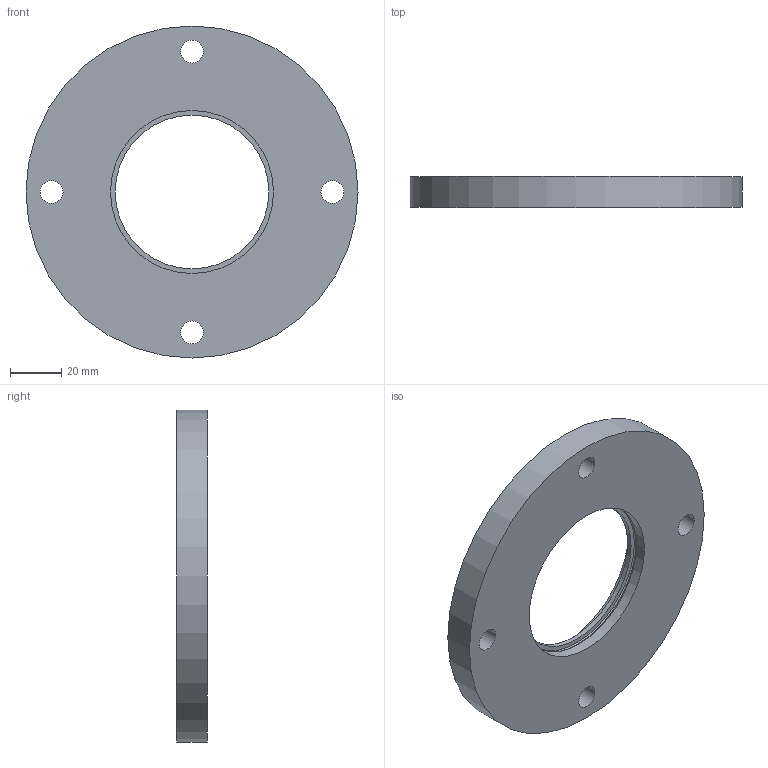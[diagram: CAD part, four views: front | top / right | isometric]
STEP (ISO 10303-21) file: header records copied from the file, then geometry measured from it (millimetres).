
FILE_DESCRIPTION (( 'STEP AP214' ), '1' );
FILE_NAME ('BS1ISOF63 FULLVAC.STEP', '2025-12-09T15:55:27', ( '' ), ( '' ), 'SwSTEP 2.0', 'SolidWorks 2017', '' );
FILE_SCHEMA (( 'AUTOMOTIVE_DESIGN' ));
Length unit declared in the file: millimetre
Products named in the file (1): BS1ISOF63 FULLVAC
Bounding box: 130 x 12 x 130 mm (x, y, z)
Volume: 115483.3 mm3; surface area: 29142.9 mm2
Topology: 1 solids, 1 shells, 14 faces, 32 edges, 22 vertices
Faces by surface type: cylinder 8, plane 4, torus 1, cone 1
Full cylindrical faces by diameter (mm): 9 x4, 60.2 x1, 63.8 x1, 70.1 x1, 130 x1
Entity records: 378 total; most frequent: DIRECTION 66, CARTESIAN_POINT 51, EDGE_LOOP 36, ORIENTED_EDGE 36, AXIS2_PLACEMENT_3D 33, FACE_OUTER_BOUND 23, EDGE_CURVE 18, VERTEX_POINT 18
